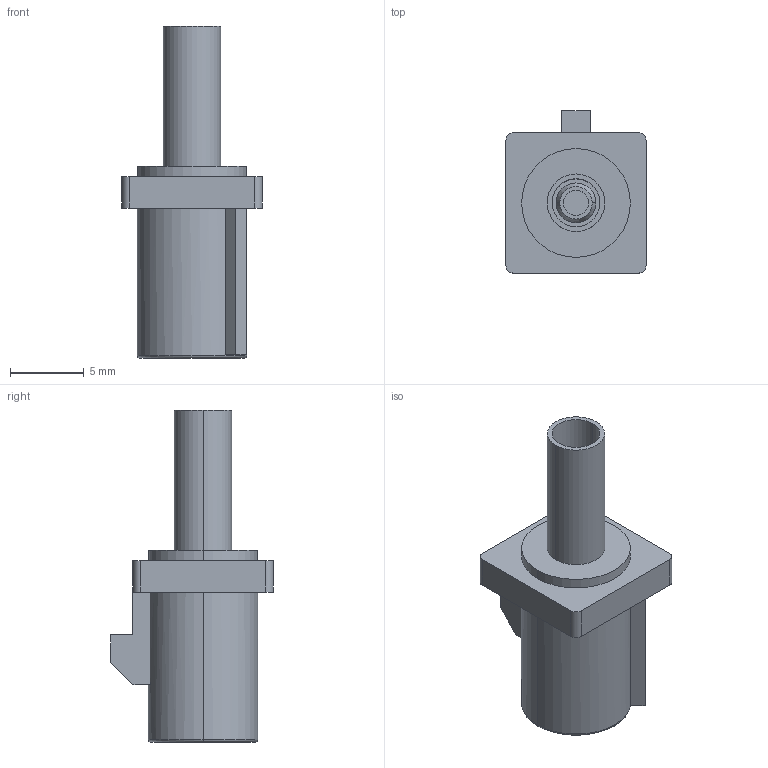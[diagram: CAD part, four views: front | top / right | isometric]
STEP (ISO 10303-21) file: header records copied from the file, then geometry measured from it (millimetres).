
FILE_DESCRIPTION (( 'STEP AP214' ), '1' );
FILE_NAME ('FMCN1349D.step', '2021-05-03T20:07:59', ( '' ), ( '' ), 'SwSTEP 2.0', 'SolidWorks 2020', '' );
FILE_SCHEMA (( 'AUTOMOTIVE_DESIGN' ));
Length unit declared in the file: inch
Products named in the file (1): FMCN1349D
Bounding box: 9.5 x 11 x 22.5 mm (x, y, z)
Volume: 537.8 mm3; surface area: 1140.6 mm2
Topology: 3 solids, 3 shells, 88 faces, 199 edges, 125 vertices
Faces by surface type: cylinder 36, plane 34, cone 12, torus 6
Entity records: 2699 total; most frequent: DIRECTION 465, CARTESIAN_POINT 455, ORIENTED_EDGE 394, EDGE_CURVE 197, AXIS2_PLACEMENT_3D 183, VERTEX_POINT 125, EDGE_LOOP 102, VECTOR 99
